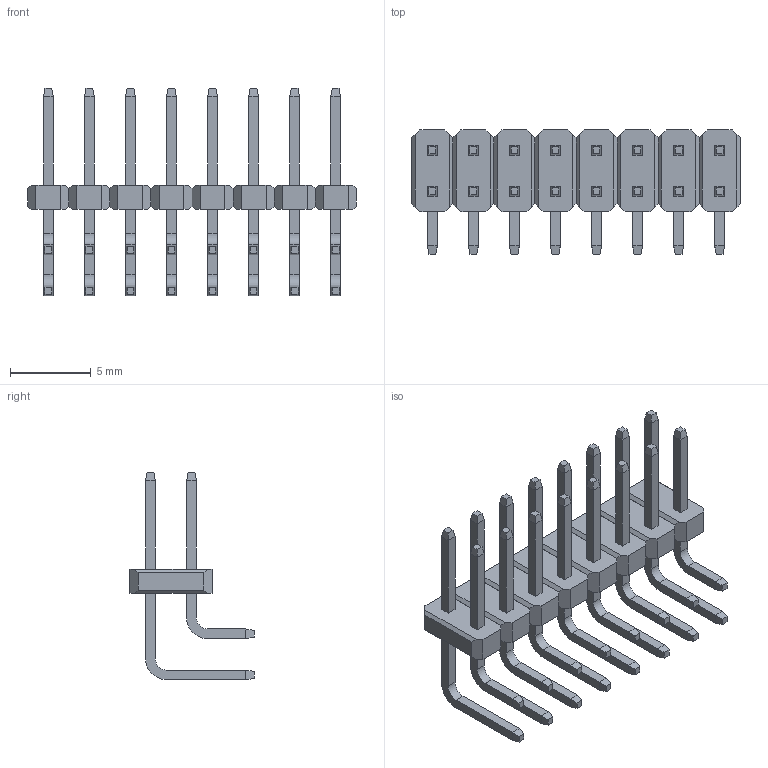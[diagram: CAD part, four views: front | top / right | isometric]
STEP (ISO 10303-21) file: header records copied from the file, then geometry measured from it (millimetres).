
FILE_DESCRIPTION (( 'STEP AP214' ), '1' );
FILE_NAME ('PLD-16R.STEP', '2011-05-17T11:11:33', ( 'vpeshkov' ), ( 'licard' ), 'SwSTEP 2.0', 'SolidWorks 2009', '' );
FILE_SCHEMA (( 'AUTOMOTIVE_DESIGN' ));
Length unit declared in the file: millimetre
Products named in the file (1): PLD-16R
Bounding box: 20.32 x 7.68 x 12.84 mm (x, y, z)
Volume: 228 mm3; surface area: 833 mm2
Topology: 1 solids, 1 shells, 450 faces, 1092 edges, 676 vertices
Faces by surface type: plane 418, cylinder 32
Entity records: 16638 total; most frequent: CARTESIAN_POINT 2219, ORIENTED_EDGE 2184, DIRECTION 2058, EDGE_CURVE 1092, VECTOR 1028, LINE 1028, VERTEX_POINT 676, AXIS2_PLACEMENT_3D 515
